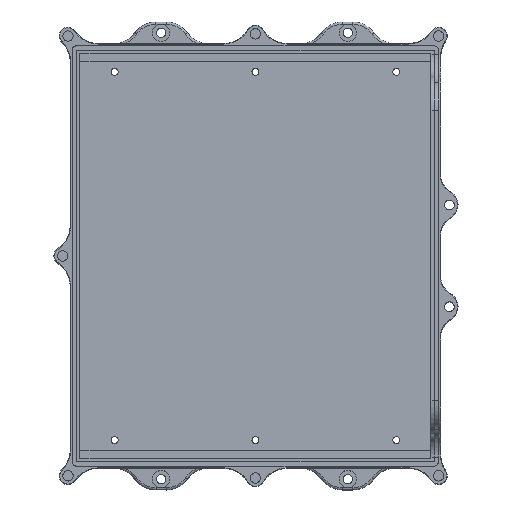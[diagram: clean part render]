
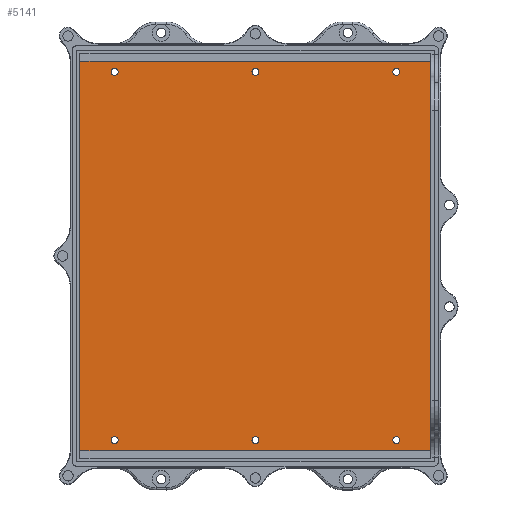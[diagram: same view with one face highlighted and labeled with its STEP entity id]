
A CAD part, top view. The second image highlights one B-rep face of the part: STEP entity #5141.
In plain terms, the highlighted planar face has unit normal (0, 0, 1).
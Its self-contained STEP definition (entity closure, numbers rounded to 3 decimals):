
#483=LINE('',#9128,#822);
#490=LINE('',#9143,#829);
#497=LINE('',#9158,#836);
#498=LINE('',#9159,#837);
#822=VECTOR('',#7247,1000.);
#829=VECTOR('',#7258,1000.);
#836=VECTOR('',#7269,1000.);
#837=VECTOR('',#7270,1000.);
#968=PLANE('',#5798);
#1977=ORIENTED_EDGE('',*,*,#2534,.F.);
#1978=ORIENTED_EDGE('',*,*,#2536,.F.);
#1979=ORIENTED_EDGE('',*,*,#2538,.F.);
#1980=ORIENTED_EDGE('',*,*,#2540,.F.);
#1981=ORIENTED_EDGE('',*,*,#2542,.F.);
#1982=ORIENTED_EDGE('',*,*,#2544,.F.);
#1983=ORIENTED_EDGE('',*,*,#3114,.F.);
#1984=ORIENTED_EDGE('',*,*,#3128,.T.);
#1985=ORIENTED_EDGE('',*,*,#3121,.F.);
#1986=ORIENTED_EDGE('',*,*,#3129,.T.);
#2534=EDGE_CURVE('',#3270,#3270,#3725,.T.);
#2536=EDGE_CURVE('',#3272,#3272,#3727,.T.);
#2538=EDGE_CURVE('',#3274,#3274,#3729,.T.);
#2540=EDGE_CURVE('',#3276,#3276,#3731,.T.);
#2542=EDGE_CURVE('',#3278,#3278,#3733,.T.);
#2544=EDGE_CURVE('',#3280,#3280,#3735,.T.);
#3114=EDGE_CURVE('',#3667,#3668,#483,.T.);
#3121=EDGE_CURVE('',#3673,#3674,#490,.T.);
#3128=EDGE_CURVE('',#3667,#3674,#497,.T.);
#3129=EDGE_CURVE('',#3673,#3668,#498,.T.);
#3270=VERTEX_POINT('',#7646);
#3272=VERTEX_POINT('',#7651);
#3274=VERTEX_POINT('',#7656);
#3276=VERTEX_POINT('',#7661);
#3278=VERTEX_POINT('',#7666);
#3280=VERTEX_POINT('',#7671);
#3667=VERTEX_POINT('',#9129);
#3668=VERTEX_POINT('',#9130);
#3673=VERTEX_POINT('',#9144);
#3674=VERTEX_POINT('',#9145);
#3725=CIRCLE('',#5285,1.6);
#3727=CIRCLE('',#5288,1.6);
#3729=CIRCLE('',#5291,1.6);
#3731=CIRCLE('',#5294,1.6);
#3733=CIRCLE('',#5297,1.6);
#3735=CIRCLE('',#5300,1.6);
#4289=EDGE_LOOP('',(#1977));
#4290=EDGE_LOOP('',(#1978));
#4291=EDGE_LOOP('',(#1979));
#4292=EDGE_LOOP('',(#1980));
#4293=EDGE_LOOP('',(#1981));
#4294=EDGE_LOOP('',(#1982));
#4295=EDGE_LOOP('',(#1983,#1984,#1985,#1986));
#4701=FACE_BOUND('',#4289,.T.);
#4702=FACE_BOUND('',#4290,.T.);
#4703=FACE_BOUND('',#4291,.T.);
#4704=FACE_BOUND('',#4292,.T.);
#4705=FACE_BOUND('',#4293,.T.);
#4706=FACE_BOUND('',#4294,.T.);
#4707=FACE_BOUND('',#4295,.T.);
#5141=ADVANCED_FACE('',(#4701,#4702,#4703,#4704,#4705,#4706,#4707),#968,
 .T.);
#5285=AXIS2_PLACEMENT_3D('',#7645,#5993,#5994);
#5288=AXIS2_PLACEMENT_3D('',#7650,#5999,#6000);
#5291=AXIS2_PLACEMENT_3D('',#7655,#6005,#6006);
#5294=AXIS2_PLACEMENT_3D('',#7660,#6011,#6012);
#5297=AXIS2_PLACEMENT_3D('',#7665,#6017,#6018);
#5300=AXIS2_PLACEMENT_3D('',#7670,#6023,#6024);
#5798=AXIS2_PLACEMENT_3D('',#9157,#7267,#7268);
#5993=DIRECTION('',(0.,0.,1.));
#5994=DIRECTION('',(1.,0.,0.));
#5999=DIRECTION('',(0.,0.,1.));
#6000=DIRECTION('',(1.,0.,0.));
#6005=DIRECTION('',(0.,0.,1.));
#6006=DIRECTION('',(1.,0.,0.));
#6011=DIRECTION('',(0.,0.,1.));
#6012=DIRECTION('',(1.,0.,0.));
#6017=DIRECTION('',(0.,0.,1.));
#6018=DIRECTION('',(1.,0.,0.));
#6023=DIRECTION('',(0.,0.,1.));
#6024=DIRECTION('',(1.,0.,0.));
#7247=DIRECTION('',(-1.,0.,0.));
#7258=DIRECTION('',(1.,0.,0.));
#7267=DIRECTION('',(0.,0.,1.));
#7268=DIRECTION('',(1.,0.,0.));
#7269=DIRECTION('',(0.,1.,0.));
#7270=DIRECTION('',(0.,-1.,0.));
#7645=CARTESIAN_POINT('',(-64.5,-85.,2.));
#7646=CARTESIAN_POINT('',(-62.9,-85.,2.));
#7650=CARTESIAN_POINT('',(0.5,-85.,2.));
#7651=CARTESIAN_POINT('',(2.1,-85.,2.));
#7655=CARTESIAN_POINT('',(65.5,-85.,2.));
#7656=CARTESIAN_POINT('',(67.1,-85.,2.));
#7660=CARTESIAN_POINT('',(65.5,85.,2.));
#7661=CARTESIAN_POINT('',(67.1,85.,2.));
#7665=CARTESIAN_POINT('',(0.5,85.,2.));
#7666=CARTESIAN_POINT('',(2.1,85.,2.));
#7670=CARTESIAN_POINT('',(-64.5,85.,2.));
#7671=CARTESIAN_POINT('',(-62.9,85.,2.));
#9128=CARTESIAN_POINT('',(80.,-90.,2.));
#9129=CARTESIAN_POINT('',(81.5,-90.,2.));
#9130=CARTESIAN_POINT('',(-80.5,-90.,2.));
#9143=CARTESIAN_POINT('',(80.,90.,2.));
#9144=CARTESIAN_POINT('',(-80.5,90.,2.));
#9145=CARTESIAN_POINT('',(81.5,90.,2.));
#9157=CARTESIAN_POINT('',(0.,0.,2.));
#9158=CARTESIAN_POINT('',(81.5,-93.,2.));
#9159=CARTESIAN_POINT('',(-80.5,93.,2.));
